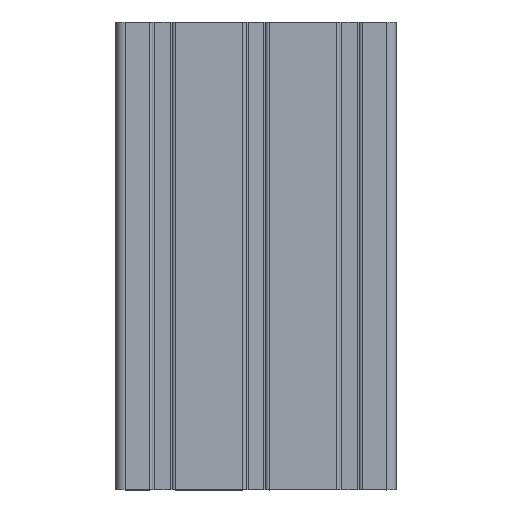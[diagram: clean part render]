
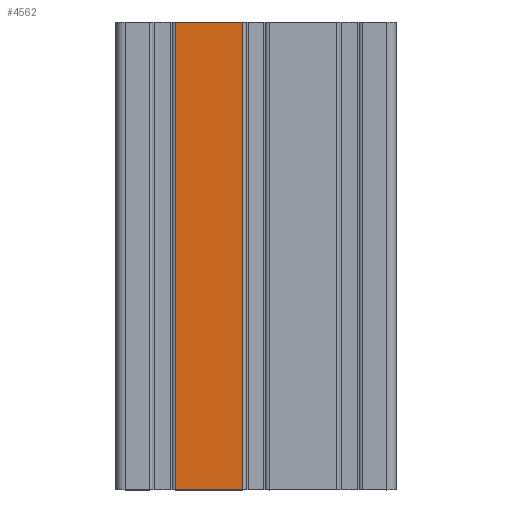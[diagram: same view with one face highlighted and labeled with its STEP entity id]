
A CAD part, top view. The second image highlights one B-rep face of the part: STEP entity #4562.
In plain terms, the highlighted planar face has unit normal (0, 0, 1).
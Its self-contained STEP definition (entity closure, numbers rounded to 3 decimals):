
#498 = EDGE_LOOP ( 'NONE', ( #12075, #12047, #12608, #11059 ) ) ;
#501 = CARTESIAN_POINT ( 'NONE',  ( -5.6, 0., 40. ) ) ;
#596 = DIRECTION ( 'NONE',  ( 0., 1., 0. ) ) ;
#740 = VECTOR ( 'NONE', #596, 1000. ) ;
#1026 = CARTESIAN_POINT ( 'NONE',  ( -34.4, 200., 40. ) ) ;
#1036 = EDGE_CURVE ( 'NONE', #13271, #13599, #12557, .T. ) ;
#1162 = CARTESIAN_POINT ( 'NONE',  ( -5.6, 0., 40. ) ) ;
#1311 = LINE ( 'NONE', #12388, #7120 ) ;
#1407 = EDGE_CURVE ( 'NONE', #9903, #13271, #6718, .T. ) ;
#4562 = ADVANCED_FACE ( 'NONE', ( #5354 ), #7901, .T. ) ;
#5354 = FACE_OUTER_BOUND ( 'NONE', #498, .T. ) ;
#5685 = CARTESIAN_POINT ( 'NONE',  ( -34.4, 200., 40. ) ) ;
#6120 = LINE ( 'NONE', #14108, #13368 ) ;
#6718 = LINE ( 'NONE', #501, #740 ) ;
#7120 = VECTOR ( 'NONE', #12295, 1000. ) ;
#7901 = PLANE ( 'NONE',  #14552 ) ;
#7956 = EDGE_CURVE ( 'NONE', #13599, #13218, #6120, .T. ) ;
#9903 = VERTEX_POINT ( 'NONE', #1162 ) ;
#11004 = EDGE_CURVE ( 'NONE', #13218, #9903, #1311, .T. ) ;
#11059 = ORIENTED_EDGE ( 'NONE', *, *, #7956, .T. ) ;
#11157 = DIRECTION ( 'NONE',  ( -1., 0., 0. ) ) ;
#11243 = DIRECTION ( 'NONE',  ( 0., 0., 1. ) ) ;
#11434 = CARTESIAN_POINT ( 'NONE',  ( -34.4, 0., 40. ) ) ;
#12047 = ORIENTED_EDGE ( 'NONE', *, *, #1407, .T. ) ;
#12075 = ORIENTED_EDGE ( 'NONE', *, *, #11004, .T. ) ;
#12295 = DIRECTION ( 'NONE',  ( 1., 0., 0. ) ) ;
#12379 = DIRECTION ( 'NONE',  ( 1., 0., 0. ) ) ;
#12381 = VECTOR ( 'NONE', #11157, 1000. ) ;
#12388 = CARTESIAN_POINT ( 'NONE',  ( -34.4, 0., 40. ) ) ;
#12557 = LINE ( 'NONE', #1026, #12381 ) ;
#12608 = ORIENTED_EDGE ( 'NONE', *, *, #1036, .T. ) ;
#12803 = CARTESIAN_POINT ( 'NONE',  ( -5.6, 200., 40. ) ) ;
#13218 = VERTEX_POINT ( 'NONE', #11434 ) ;
#13271 = VERTEX_POINT ( 'NONE', #12803 ) ;
#13368 = VECTOR ( 'NONE', #14407, 1000. ) ;
#13416 = CARTESIAN_POINT ( 'NONE',  ( -34.4, 0., 40. ) ) ;
#13599 = VERTEX_POINT ( 'NONE', #5685 ) ;
#14108 = CARTESIAN_POINT ( 'NONE',  ( -34.4, 0., 40. ) ) ;
#14407 = DIRECTION ( 'NONE',  ( 0., -1., 0. ) ) ;
#14552 = AXIS2_PLACEMENT_3D ( 'NONE', #13416, #11243, #12379 ) ;
